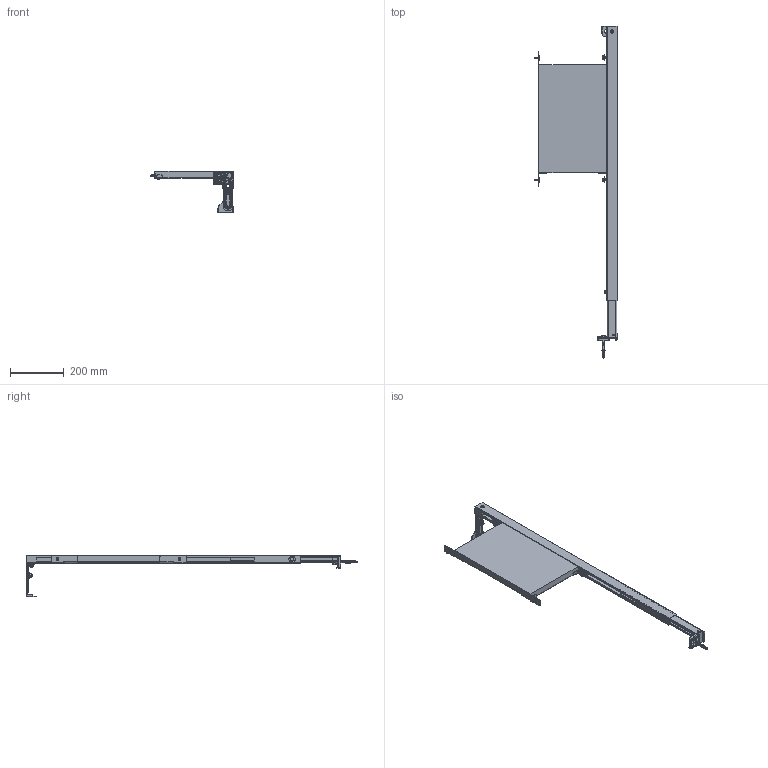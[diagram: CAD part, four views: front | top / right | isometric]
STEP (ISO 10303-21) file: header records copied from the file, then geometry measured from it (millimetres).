
FILE_DESCRIPTION((''),'2;1');
FILE_NAME('90_680_00_TR06_ASM','2019-01-23T',('mberthel'),(''),'PRO/ENGINEER BY PARAMETRIC TECHNOLOGY CORPORATION, 2015030','PRO/ENGINEER BY PARAMETRIC TECHNOLOGY CORPORATION, 2015030','');
FILE_SCHEMA(('CONFIG_CONTROL_DESIGN'));
Products named in the file (1): 90_680_00_TR06_ASM
Bounding box: 309.59 x 1235 x 155.2 mm (x, y, z)
Surface area: 653385.4 mm2 (no closed solid volume)
Topology: 0 solids, 106 shells, 1044 faces, 3808 edges, 2790 vertices
Faces by surface type: cylinder 413, plane 405, cone 94, bspline 77, torus 41, sphere 14
Entity records: 73276 total; most frequent: CARTESIAN_POINT 33527, DIRECTION 5751, ORIENTED_EDGE 5609, EDGE_CURVE 3786, VERTEX_POINT 2790, AXIS2_PLACEMENT_3D 1950, VECTOR 1851, LINE 1851
